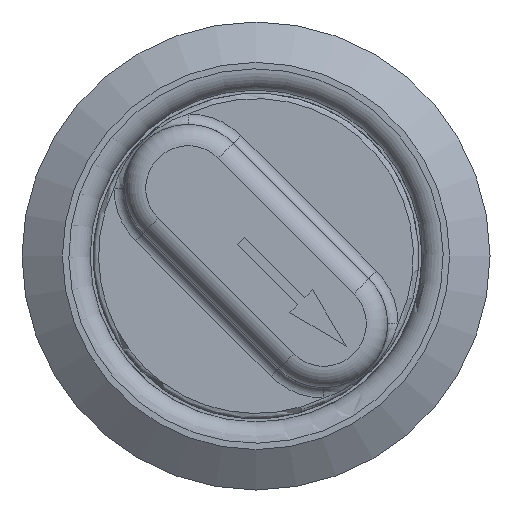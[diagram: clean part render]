
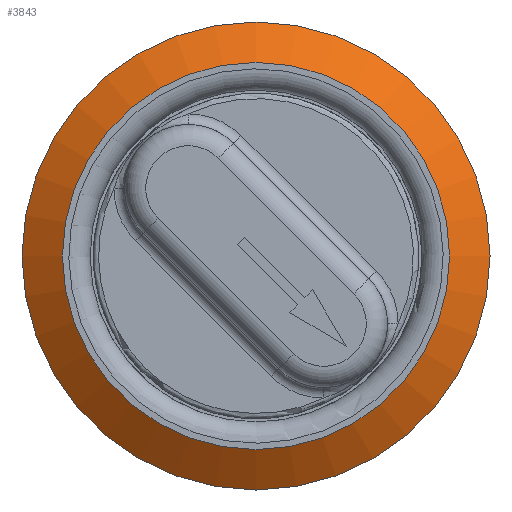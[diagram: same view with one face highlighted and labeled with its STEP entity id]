
A CAD part, left-side view. The second image highlights one B-rep face of the part: STEP entity #3843.
In plain terms, the highlighted conical face has half-angle 55.62 degrees and reference radius 10.05 mm.
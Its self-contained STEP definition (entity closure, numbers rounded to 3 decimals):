
#27=CONICAL_SURFACE('',#4131,10.05,0.971);
#163=CIRCLE('',#4106,9.1);
#164=CIRCLE('',#4107,9.1);
#177=CIRCLE('',#4132,11.);
#178=CIRCLE('',#4133,11.);
#357=FACE_OUTER_BOUND('',#579,.T.);
#579=EDGE_LOOP('',(#2685,#2686,#2687,#2688,#2689,#2690));
#808=LINE('',#5674,#1193);
#1193=VECTOR('',#4566,10.05);
#1593=VERTEX_POINT('',#5623);
#1594=VERTEX_POINT('',#5624);
#1606=VERTEX_POINT('',#5673);
#1607=VERTEX_POINT('',#5675);
#1999=EDGE_CURVE('',#1593,#1594,#163,.T.);
#2000=EDGE_CURVE('',#1594,#1593,#164,.T.);
#2022=EDGE_CURVE('',#1594,#1606,#808,.T.);
#2023=EDGE_CURVE('',#1607,#1606,#177,.T.);
#2024=EDGE_CURVE('',#1606,#1607,#178,.T.);
#2685=ORIENTED_EDGE('',*,*,#1999,.F.);
#2686=ORIENTED_EDGE('',*,*,#2000,.F.);
#2687=ORIENTED_EDGE('',*,*,#2022,.T.);
#2688=ORIENTED_EDGE('',*,*,#2023,.F.);
#2689=ORIENTED_EDGE('',*,*,#2024,.F.);
#2690=ORIENTED_EDGE('',*,*,#2022,.F.);
#3843=ADVANCED_FACE('',(#357),#27,.T.);
#4106=AXIS2_PLACEMENT_3D('',#5625,#4506,#4507);
#4107=AXIS2_PLACEMENT_3D('',#5626,#4508,#4509);
#4131=AXIS2_PLACEMENT_3D('',#5672,#4564,#4565);
#4132=AXIS2_PLACEMENT_3D('',#5676,#4567,#4568);
#4133=AXIS2_PLACEMENT_3D('',#5677,#4569,#4570);
#4506=DIRECTION('center_axis',(-1.,0.,0.));
#4507=DIRECTION('ref_axis',(0.,0.,1.));
#4508=DIRECTION('center_axis',(-1.,0.,0.));
#4509=DIRECTION('ref_axis',(0.,0.,1.));
#4564=DIRECTION('center_axis',(1.,0.,0.));
#4565=DIRECTION('ref_axis',(0.,0.,1.));
#4566=DIRECTION('',(0.565,0.,-0.825));
#4567=DIRECTION('center_axis',(1.,0.,0.));
#4568=DIRECTION('ref_axis',(0.,-1.,0.));
#4569=DIRECTION('center_axis',(1.,0.,0.));
#4570=DIRECTION('ref_axis',(0.,-1.,0.));
#5623=CARTESIAN_POINT('',(-2.,0.,9.1));
#5624=CARTESIAN_POINT('',(-2.,0.,-9.1));
#5625=CARTESIAN_POINT('Origin',(-2.,0.,0.));
#5626=CARTESIAN_POINT('Origin',(-2.,0.,0.));
#5672=CARTESIAN_POINT('Origin',(-1.35,0.,0.));
#5673=CARTESIAN_POINT('',(-0.7,0.,-11.));
#5674=CARTESIAN_POINT('',(-1.35,0.,-10.05));
#5675=CARTESIAN_POINT('',(-0.7,11.,0.));
#5676=CARTESIAN_POINT('Origin',(-0.7,0.,0.));
#5677=CARTESIAN_POINT('Origin',(-0.7,0.,0.));
